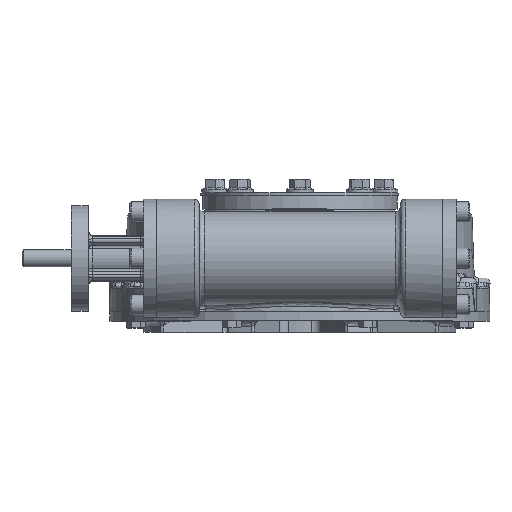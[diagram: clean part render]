
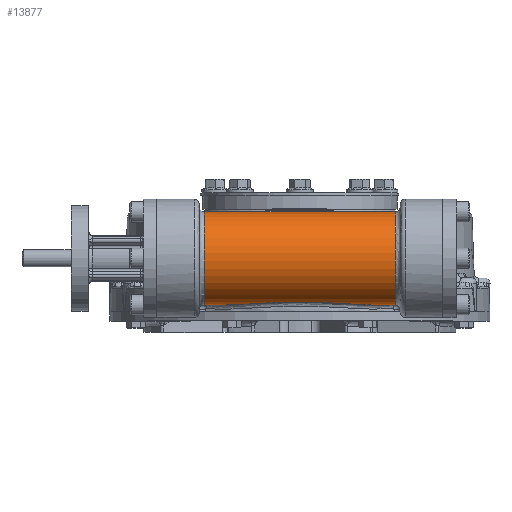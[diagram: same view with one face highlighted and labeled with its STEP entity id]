
A CAD part, top view. The second image highlights one B-rep face of the part: STEP entity #13877.
In plain terms, the highlighted cylindrical face has radius 55 mm (diameter 110 mm), a partial arc.
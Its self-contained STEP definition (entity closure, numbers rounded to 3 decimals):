
#628=B_SPLINE_CURVE_WITH_KNOTS('',3,(#32530,#32531,#32532,#32533,#32534),
 .UNSPECIFIED.,.F.,.F.,(4,1,4),(0.,0.004,0.008),
 .UNSPECIFIED.);
#630=B_SPLINE_CURVE_WITH_KNOTS('',3,(#32573,#32574,#32575,#32576,#32577),
 .UNSPECIFIED.,.F.,.F.,(4,1,4),(0.,0.004,0.008),
 .UNSPECIFIED.);
#646=B_SPLINE_CURVE_WITH_KNOTS('',3,(#33883,#33884,#33885,#33886,#33887,
#33888,#33889,#33890,#33891,#33892,#33893,#33894,#33895,#33896),
 .UNSPECIFIED.,.F.,.F.,(4,1,1,1,1,1,1,1,1,1,1,4),(0.,0.029,
0.059,0.073,0.088,0.117,
0.132,0.146,0.161,0.176,
0.205,0.234),.UNSPECIFIED.);
#1637=LINE('',#32539,#2163);
#1664=LINE('',#34173,#2190);
#1665=LINE('',#34174,#2191);
#2163=VECTOR('',#17913,1000.);
#2190=VECTOR('',#18068,1000.);
#2191=VECTOR('',#18069,1000.);
#4578=ORIENTED_EDGE('',*,*,#7732,.F.);
#4579=ORIENTED_EDGE('',*,*,#7629,.T.);
#4580=ORIENTED_EDGE('',*,*,#7631,.T.);
#4581=ORIENTED_EDGE('',*,*,#7634,.T.);
#4582=ORIENTED_EDGE('',*,*,#7733,.F.);
#4583=ORIENTED_EDGE('',*,*,#7724,.T.);
#4584=ORIENTED_EDGE('',*,*,#7701,.T.);
#4585=ORIENTED_EDGE('',*,*,#7727,.F.);
#7629=EDGE_CURVE('',#9424,#9426,#628,.T.);
#7631=EDGE_CURVE('',#9426,#9428,#1637,.F.);
#7634=EDGE_CURVE('',#9428,#9429,#630,.T.);
#7701=EDGE_CURVE('',#9463,#9464,#646,.T.);
#7724=EDGE_CURVE('',#9467,#9463,#10696,.T.);
#7727=EDGE_CURVE('',#9469,#9464,#10697,.T.);
#7732=EDGE_CURVE('',#9424,#9469,#1664,.T.);
#7733=EDGE_CURVE('',#9467,#9429,#1665,.T.);
#9424=VERTEX_POINT('',#32522);
#9426=VERTEX_POINT('',#32529);
#9428=VERTEX_POINT('',#32538);
#9429=VERTEX_POINT('',#32571);
#9463=VERTEX_POINT('',#33685);
#9464=VERTEX_POINT('',#33882);
#9467=VERTEX_POINT('',#34085);
#9469=VERTEX_POINT('',#34126);
#10696=CIRCLE('',#15502,55.);
#10697=CIRCLE('',#15504,55.);
#11565=EDGE_LOOP('',(#4578,#4579,#4580,#4581,#4582,#4583,#4584,#4585));
#12670=FACE_BOUND('',#11565,.T.);
#13346=CYLINDRICAL_SURFACE('',#15507,55.);
#13877=ADVANCED_FACE('',(#12670),#13346,.T.);
#15502=AXIS2_PLACEMENT_3D('',#34084,#18055,#18056);
#15504=AXIS2_PLACEMENT_3D('',#34125,#18059,#18060);
#15507=AXIS2_PLACEMENT_3D('',#34172,#18066,#18067);
#17913=DIRECTION('',(1.,0.,0.));
#18055=DIRECTION('',(1.,0.,0.));
#18056=DIRECTION('',(0.,1.,0.));
#18059=DIRECTION('',(1.,0.,0.));
#18060=DIRECTION('',(0.,1.,0.));
#18066=DIRECTION('',(1.,0.,0.));
#18067=DIRECTION('',(0.,1.,0.));
#18068=DIRECTION('',(1.,0.,0.));
#18069=DIRECTION('',(1.,0.,0.));
#32522=CARTESIAN_POINT('',(40.97,72.064,207.55));
#32529=CARTESIAN_POINT('',(34.,72.066,211.48));
#32530=CARTESIAN_POINT('',(40.97,72.064,207.55));
#32531=CARTESIAN_POINT('',(40.26,72.108,208.766));
#32532=CARTESIAN_POINT('',(38.181,72.099,210.76));
#32533=CARTESIAN_POINT('',(35.408,72.066,211.48));
#32534=CARTESIAN_POINT('',(34.,72.066,211.48));
#32538=CARTESIAN_POINT('',(-34.,72.066,211.48));
#32539=CARTESIAN_POINT('',(177.,72.066,211.48));
#32571=CARTESIAN_POINT('',(-40.97,72.064,207.55));
#32573=CARTESIAN_POINT('',(-34.,72.066,211.48));
#32574=CARTESIAN_POINT('',(-35.408,72.066,211.48));
#32575=CARTESIAN_POINT('',(-38.181,72.099,210.76));
#32576=CARTESIAN_POINT('',(-40.26,72.108,208.766));
#32577=CARTESIAN_POINT('',(-40.97,72.064,207.55));
#33685=CARTESIAN_POINT('',(-113.,-37.225,200.959));
#33882=CARTESIAN_POINT('',(113.,-37.225,200.959));
#33883=CARTESIAN_POINT('',(-113.,-37.225,200.959));
#33884=CARTESIAN_POINT('',(-104.235,-37.947,205.523));
#33885=CARTESIAN_POINT('',(-86.3,-38.066,213.419));
#33886=CARTESIAN_POINT('',(-62.963,-36.888,220.459));
#33887=CARTESIAN_POINT('',(-43.662,-35.868,224.441));
#33888=CARTESIAN_POINT('',(-24.246,-34.995,227.26));
#33889=CARTESIAN_POINT('',(-4.766,-34.577,228.371));
#33890=CARTESIAN_POINT('',(14.777,-34.786,227.801));
#33891=CARTESIAN_POINT('',(29.525,-35.23,226.508));
#33892=CARTESIAN_POINT('',(44.068,-35.889,224.367));
#33893=CARTESIAN_POINT('',(63.11,-36.896,220.412));
#33894=CARTESIAN_POINT('',(86.311,-38.064,213.411));
#33895=CARTESIAN_POINT('',(104.218,-37.948,205.532));
#33896=CARTESIAN_POINT('',(113.,-37.225,200.959));
#34084=CARTESIAN_POINT('',(-113.,17.1,209.55));
#34085=CARTESIAN_POINT('',(-113.,72.064,207.55));
#34125=CARTESIAN_POINT('',(113.,17.1,209.55));
#34126=CARTESIAN_POINT('',(113.,72.064,207.55));
#34172=CARTESIAN_POINT('',(177.,17.1,209.55));
#34173=CARTESIAN_POINT('',(177.,72.064,207.55));
#34174=CARTESIAN_POINT('',(177.,72.064,207.55));
